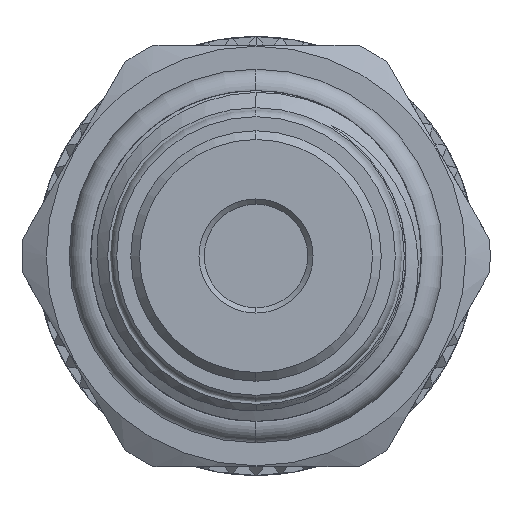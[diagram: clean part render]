
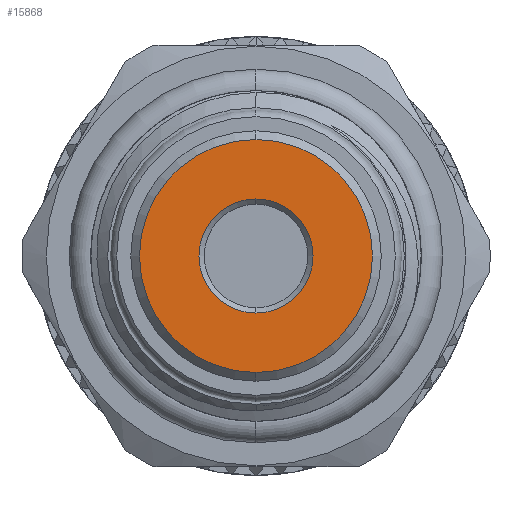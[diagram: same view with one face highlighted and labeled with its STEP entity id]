
A CAD part, left-side view. The second image highlights one B-rep face of the part: STEP entity #15868.
In plain terms, the highlighted planar face has unit normal (-1, 0, 0).
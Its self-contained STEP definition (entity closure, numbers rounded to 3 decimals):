
#47 = DIRECTION ( 'NONE',  ( 0., 0., -1. ) ) ;
#174 = DIRECTION ( 'NONE',  ( 1., 0., 0. ) ) ;
#731 = EDGE_CURVE ( 'NONE', #9580, #27321, #23155, .T. ) ;
#915 = DIRECTION ( 'NONE',  ( -1., 0., 0. ) ) ;
#2827 = ORIENTED_EDGE ( 'NONE', *, *, #20781, .T. ) ;
#3758 = CARTESIAN_POINT ( 'NONE',  ( -58.5, 0., -3.25 ) ) ;
#4926 = AXIS2_PLACEMENT_3D ( 'NONE', #21198, #7073, #18460 ) ;
#5055 = ORIENTED_EDGE ( 'NONE', *, *, #23804, .T. ) ;
#6728 = CARTESIAN_POINT ( 'NONE',  ( -58.5, 0., 0. ) ) ;
#7011 = AXIS2_PLACEMENT_3D ( 'NONE', #27561, #15893, #7379 ) ;
#7073 = DIRECTION ( 'NONE',  ( 1., 0., 0. ) ) ;
#7114 = CIRCLE ( 'NONE', #25230, 6.635 ) ;
#7379 = DIRECTION ( 'NONE',  ( 0., 0., -1. ) ) ;
#7837 = PLANE ( 'NONE',  #8814 ) ;
#8213 = EDGE_CURVE ( 'NONE', #27321, #9580, #7114, .T. ) ;
#8814 = AXIS2_PLACEMENT_3D ( 'NONE', #31281, #174, #47 ) ;
#9580 = VERTEX_POINT ( 'NONE', #21876 ) ;
#10404 = VERTEX_POINT ( 'NONE', #3758 ) ;
#10956 = CARTESIAN_POINT ( 'NONE',  ( -58.5, 0., 0. ) ) ;
#12329 = DIRECTION ( 'NONE',  ( 0., 0., -1. ) ) ;
#13759 = DIRECTION ( 'NONE',  ( 0., 0., -1. ) ) ;
#14842 = VERTEX_POINT ( 'NONE', #15329 ) ;
#15329 = CARTESIAN_POINT ( 'NONE',  ( -58.5, 0., 3.25 ) ) ;
#15439 = FACE_BOUND ( 'NONE', #33374, .T. ) ;
#15868 = ADVANCED_FACE ( 'NONE', ( #15439, #23409 ), #7837, .F. ) ;
#15893 = DIRECTION ( 'NONE',  ( 1., 0., 0. ) ) ;
#18460 = DIRECTION ( 'NONE',  ( 0., 0., -1. ) ) ;
#18778 = ORIENTED_EDGE ( 'NONE', *, *, #8213, .T. ) ;
#19245 = CIRCLE ( 'NONE', #4926, 3.25 ) ;
#20276 = AXIS2_PLACEMENT_3D ( 'NONE', #6728, #915, #12329 ) ;
#20523 = CARTESIAN_POINT ( 'NONE',  ( -58.5, 0., -6.635 ) ) ;
#20781 = EDGE_CURVE ( 'NONE', #14842, #10404, #35624, .T. ) ;
#21198 = CARTESIAN_POINT ( 'NONE',  ( -58.5, 0., 0. ) ) ;
#21876 = CARTESIAN_POINT ( 'NONE',  ( -58.5, 0., 6.635 ) ) ;
#23155 = CIRCLE ( 'NONE', #20276, 6.635 ) ;
#23409 = FACE_OUTER_BOUND ( 'NONE', #33257, .T. ) ;
#23804 = EDGE_CURVE ( 'NONE', #10404, #14842, #19245, .T. ) ;
#25230 = AXIS2_PLACEMENT_3D ( 'NONE', #10956, #30764, #13759 ) ;
#25302 = ORIENTED_EDGE ( 'NONE', *, *, #731, .T. ) ;
#27321 = VERTEX_POINT ( 'NONE', #20523 ) ;
#27561 = CARTESIAN_POINT ( 'NONE',  ( -58.5, 0., 0. ) ) ;
#30764 = DIRECTION ( 'NONE',  ( -1., 0., 0. ) ) ;
#31281 = CARTESIAN_POINT ( 'NONE',  ( -58.5, 0., 0. ) ) ;
#33257 = EDGE_LOOP ( 'NONE', ( #18778, #25302 ) ) ;
#33374 = EDGE_LOOP ( 'NONE', ( #2827, #5055 ) ) ;
#35624 = CIRCLE ( 'NONE', #7011, 3.25 ) ;
